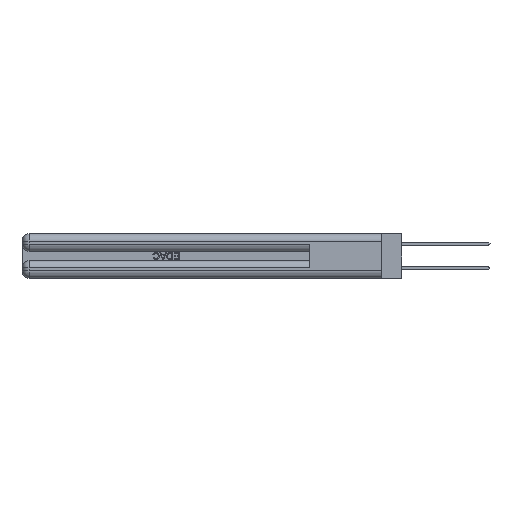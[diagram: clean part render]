
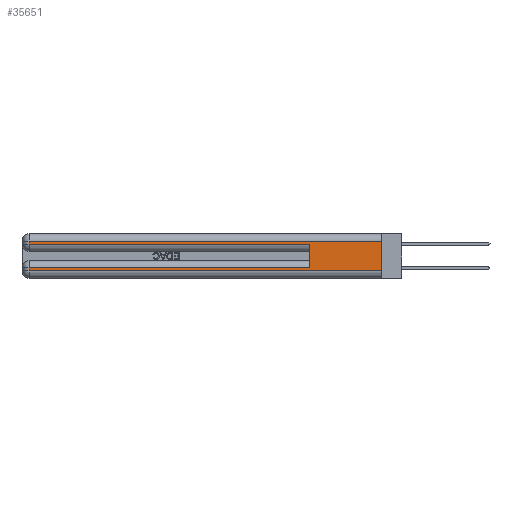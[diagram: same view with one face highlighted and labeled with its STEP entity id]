
A CAD part, left-side view. The second image highlights one B-rep face of the part: STEP entity #35651.
In plain terms, the highlighted planar face has unit normal (-1, 0, 0).
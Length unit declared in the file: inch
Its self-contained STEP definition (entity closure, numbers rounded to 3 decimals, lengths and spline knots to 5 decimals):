
#2957 = EDGE_CURVE ( 'NONE', #11965, #43801, #43078, .T. ) ;
#3164 = CARTESIAN_POINT ( 'NONE',  ( 0., 2.94, 0.06 ) ) ;
#3470 = PLANE ( 'NONE',  #22475 ) ;
#4080 = ORIENTED_EDGE ( 'NONE', *, *, #13606, .F. ) ;
#4195 = ORIENTED_EDGE ( 'NONE', *, *, #44482, .T. ) ;
#5406 = CARTESIAN_POINT ( 'NONE',  ( 0., 2.94, 0.37 ) ) ;
#7323 = VECTOR ( 'NONE', #31217, 39.37008 ) ;
#8267 = LINE ( 'NONE', #27935, #40771 ) ;
#8684 = EDGE_CURVE ( 'NONE', #10772, #44118, #36387, .T. ) ;
#10200 = ORIENTED_EDGE ( 'NONE', *, *, #30108, .T. ) ;
#10251 = CARTESIAN_POINT ( 'NONE',  ( 0., 0., 0.06 ) ) ;
#10772 = VERTEX_POINT ( 'NONE', #3164 ) ;
#11054 = DIRECTION ( 'NONE',  ( 0., 1., 0. ) ) ;
#11275 = EDGE_CURVE ( 'NONE', #48311, #40892, #8267, .T. ) ;
#11876 = VECTOR ( 'NONE', #31276, 39.37008 ) ;
#11965 = VERTEX_POINT ( 'NONE', #29352 ) ;
#12782 = VECTOR ( 'NONE', #35657, 39.37008 ) ;
#13606 = EDGE_CURVE ( 'NONE', #43741, #40892, #19286, .T. ) ;
#19286 = LINE ( 'NONE', #48768, #7323 ) ;
#20510 = CARTESIAN_POINT ( 'NONE',  ( 0., 0., 0.06 ) ) ;
#20597 = DIRECTION ( 'NONE',  ( 0., 0., -1. ) ) ;
#21686 = VERTEX_POINT ( 'NONE', #48261 ) ;
#22475 = AXIS2_PLACEMENT_3D ( 'NONE', #41669, #45952, #20597 ) ;
#22521 = EDGE_CURVE ( 'NONE', #11965, #44118, #42179, .T. ) ;
#23736 = CARTESIAN_POINT ( 'NONE',  ( 0., 0., 0.31 ) ) ;
#27935 = CARTESIAN_POINT ( 'NONE',  ( 0., 0., 0.285 ) ) ;
#29352 = CARTESIAN_POINT ( 'NONE',  ( 0., 0., 0.31 ) ) ;
#29927 = VECTOR ( 'NONE', #11054, 39.37008 ) ;
#30108 = EDGE_CURVE ( 'NONE', #43801, #48311, #32529, .T. ) ;
#30327 = CARTESIAN_POINT ( 'NONE',  ( 0., 0.6, 0.285 ) ) ;
#30975 = EDGE_LOOP ( 'NONE', ( #37393, #35727, #10200, #36907, #4080, #37410, #4195, #44312 ) ) ;
#30984 = VECTOR ( 'NONE', #31995, 39.37008 ) ;
#31217 = DIRECTION ( 'NONE',  ( 0., 0., 1. ) ) ;
#31276 = DIRECTION ( 'NONE',  ( 0., 0., -1. ) ) ;
#31640 = CARTESIAN_POINT ( 'NONE',  ( 0., 2.94, 0.37 ) ) ;
#31995 = DIRECTION ( 'NONE',  ( 0., 0., -1. ) ) ;
#32529 = LINE ( 'NONE', #31640, #11876 ) ;
#35013 = VECTOR ( 'NONE', #48425, 39.37008 ) ;
#35350 = CARTESIAN_POINT ( 'NONE',  ( 0., 2.94, 0.31 ) ) ;
#35651 = ADVANCED_FACE ( 'NONE', ( #41131 ), #3470, .F. ) ;
#35657 = DIRECTION ( 'NONE',  ( 0., 0., -1. ) ) ;
#35727 = ORIENTED_EDGE ( 'NONE', *, *, #2957, .T. ) ;
#36036 = LINE ( 'NONE', #5406, #12782 ) ;
#36387 = LINE ( 'NONE', #10251, #44976 ) ;
#36907 = ORIENTED_EDGE ( 'NONE', *, *, #11275, .T. ) ;
#37393 = ORIENTED_EDGE ( 'NONE', *, *, #22521, .F. ) ;
#37410 = ORIENTED_EDGE ( 'NONE', *, *, #53764, .T. ) ;
#39383 = CARTESIAN_POINT ( 'NONE',  ( 0., 0.6, 0.085 ) ) ;
#40422 = CARTESIAN_POINT ( 'NONE',  ( 0., 0., 0.085 ) ) ;
#40771 = VECTOR ( 'NONE', #54022, 39.37008 ) ;
#40892 = VERTEX_POINT ( 'NONE', #30327 ) ;
#41131 = FACE_OUTER_BOUND ( 'NONE', #30975, .T. ) ;
#41669 = CARTESIAN_POINT ( 'NONE',  ( 0., 0., 0.37 ) ) ;
#42179 = LINE ( 'NONE', #44013, #30984 ) ;
#43078 = LINE ( 'NONE', #23736, #29927 ) ;
#43626 = DIRECTION ( 'NONE',  ( 0., -1., 0. ) ) ;
#43741 = VERTEX_POINT ( 'NONE', #39383 ) ;
#43801 = VERTEX_POINT ( 'NONE', #35350 ) ;
#44013 = CARTESIAN_POINT ( 'NONE',  ( 0., 0., 0.37 ) ) ;
#44118 = VERTEX_POINT ( 'NONE', #20510 ) ;
#44312 = ORIENTED_EDGE ( 'NONE', *, *, #8684, .T. ) ;
#44482 = EDGE_CURVE ( 'NONE', #21686, #10772, #36036, .T. ) ;
#44976 = VECTOR ( 'NONE', #43626, 39.37008 ) ;
#45952 = DIRECTION ( 'NONE',  ( 1., 0., 0. ) ) ;
#48261 = CARTESIAN_POINT ( 'NONE',  ( 0., 2.94, 0.085 ) ) ;
#48311 = VERTEX_POINT ( 'NONE', #48360 ) ;
#48360 = CARTESIAN_POINT ( 'NONE',  ( 0., 2.94, 0.285 ) ) ;
#48425 = DIRECTION ( 'NONE',  ( 0., 1., 0. ) ) ;
#48768 = CARTESIAN_POINT ( 'NONE',  ( 0., 0.6, 0.145 ) ) ;
#53764 = EDGE_CURVE ( 'NONE', #43741, #21686, #54275, .T. ) ;
#54022 = DIRECTION ( 'NONE',  ( 0., -1., 0. ) ) ;
#54275 = LINE ( 'NONE', #40422, #35013 ) ;
